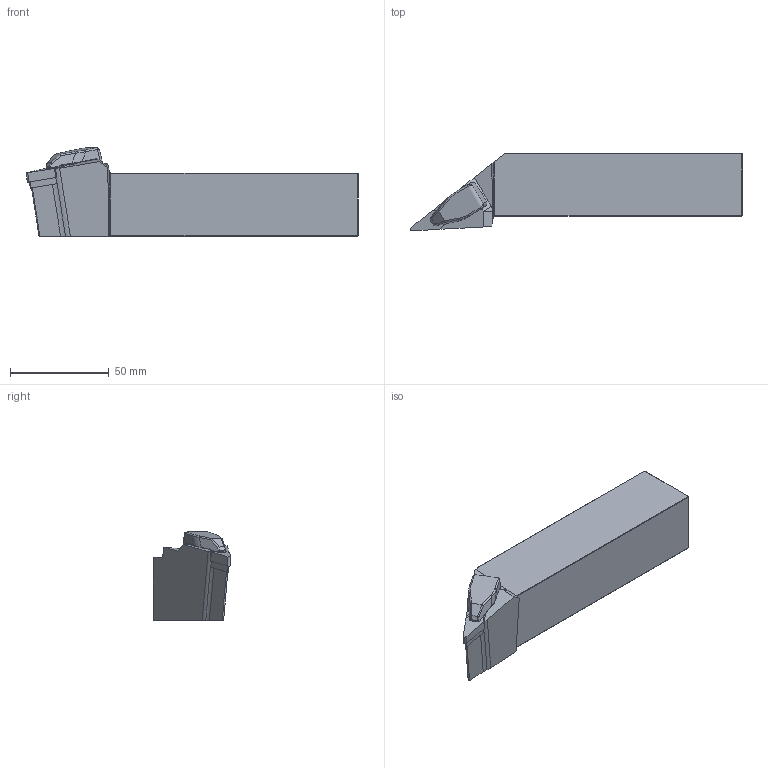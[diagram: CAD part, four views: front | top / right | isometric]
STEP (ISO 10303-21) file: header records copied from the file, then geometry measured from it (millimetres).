
FILE_DESCRIPTION(/* description */ (''),/* implementation_level */ '2;1');
FILE_NAME(/* name */ 'TVJNR-3232-P16.stp',/* time_stamp */ '2023-10-16T10:28:54+03:00',/* author */ (''),/* organization */ (''),/* preprocessor_version */ 'ST-DEVELOPER v19.4',/* originating_system */ 'SIEMENS PLM Software NX2306.3001',/* authorisation */ '');
FILE_SCHEMA (('AUTOMOTIVE_DESIGN { 1 0 10303 214 3 1 1 1 }'));
Length unit declared in the file: millimetre
Products named in the file (1): TVJNR-3232-P16
Bounding box: 168.34 x 39.37 x 44.77 mm (x, y, z)
Volume: 152313.5 mm3; surface area: 23216.6 mm2
Topology: 2 solids, 2 shells, 133 faces, 333 edges, 200 vertices
Faces by surface type: plane 62, cylinder 48, bspline 17, cone 2, torus 2, sphere 2
Entity records: 4357 total; most frequent: CARTESIAN_POINT 1125, DIRECTION 663, ORIENTED_EDGE 658, EDGE_CURVE 329, AXIS2_PLACEMENT_3D 234, VERTEX_POINT 200, LINE 195, VECTOR 195
